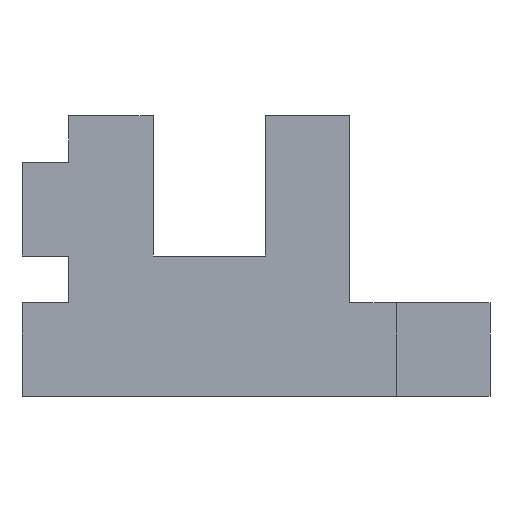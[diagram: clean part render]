
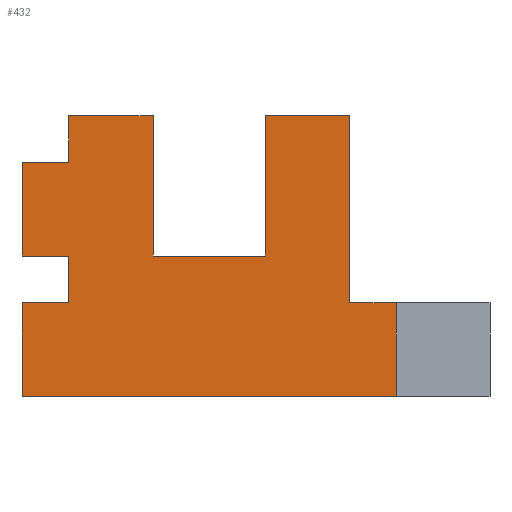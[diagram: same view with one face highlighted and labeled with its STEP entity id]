
A CAD part, front view. The second image highlights one B-rep face of the part: STEP entity #432.
In plain terms, the highlighted planar face has unit normal (0, -1, 0).
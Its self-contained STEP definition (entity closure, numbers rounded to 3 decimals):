
#26=FACE_OUTER_BOUND('',#48,.T.);
#48=EDGE_LOOP('',(#335,#336,#337,#338,#339,#340,#341,#342,#343,#344,#345,
#346,#347,#348,#349,#350));
#59=LINE('',#589,#119);
#63=LINE('',#597,#123);
#66=LINE('',#604,#126);
#70=LINE('',#612,#130);
#73=LINE('',#618,#133);
#76=LINE('',#624,#136);
#90=LINE('',#650,#150);
#91=LINE('',#653,#151);
#95=LINE('',#660,#155);
#96=LINE('',#662,#156);
#97=LINE('',#664,#157);
#98=LINE('',#666,#158);
#99=LINE('',#668,#159);
#100=LINE('',#670,#160);
#101=LINE('',#672,#161);
#102=LINE('',#673,#162);
#119=VECTOR('',#483,10.);
#123=VECTOR('',#489,10.);
#126=VECTOR('',#494,10.);
#130=VECTOR('',#500,10.);
#133=VECTOR('',#505,10.);
#136=VECTOR('',#510,10.);
#150=VECTOR('',#528,10.);
#151=VECTOR('',#531,10.);
#155=VECTOR('',#537,10.);
#156=VECTOR('',#540,10.);
#157=VECTOR('',#543,10.);
#158=VECTOR('',#544,10.);
#159=VECTOR('',#545,10.);
#160=VECTOR('',#546,10.);
#161=VECTOR('',#547,10.);
#162=VECTOR('',#548,10.);
#179=VERTEX_POINT('',#587);
#180=VERTEX_POINT('',#588);
#183=VERTEX_POINT('',#596);
#185=VERTEX_POINT('',#602);
#186=VERTEX_POINT('',#603);
#189=VERTEX_POINT('',#611);
#191=VERTEX_POINT('',#617);
#193=VERTEX_POINT('',#623);
#203=VERTEX_POINT('',#648);
#204=VERTEX_POINT('',#652);
#205=VERTEX_POINT('',#656);
#206=VERTEX_POINT('',#658);
#207=VERTEX_POINT('',#665);
#208=VERTEX_POINT('',#667);
#209=VERTEX_POINT('',#669);
#210=VERTEX_POINT('',#671);
#219=EDGE_CURVE('',#179,#180,#59,.T.);
#223=EDGE_CURVE('',#180,#183,#63,.T.);
#226=EDGE_CURVE('',#185,#186,#66,.T.);
#230=EDGE_CURVE('',#186,#189,#70,.T.);
#233=EDGE_CURVE('',#189,#191,#73,.T.);
#236=EDGE_CURVE('',#179,#193,#76,.T.);
#250=EDGE_CURVE('',#203,#191,#90,.T.);
#251=EDGE_CURVE('',#204,#193,#91,.T.);
#255=EDGE_CURVE('',#205,#206,#95,.T.);
#256=EDGE_CURVE('',#206,#204,#96,.T.);
#257=EDGE_CURVE('',#185,#183,#97,.T.);
#258=EDGE_CURVE('',#207,#203,#98,.T.);
#259=EDGE_CURVE('',#207,#208,#99,.T.);
#260=EDGE_CURVE('',#209,#208,#100,.T.);
#261=EDGE_CURVE('',#209,#210,#101,.T.);
#262=EDGE_CURVE('',#205,#210,#102,.T.);
#335=ORIENTED_EDGE('',*,*,#223,.T.);
#336=ORIENTED_EDGE('',*,*,#257,.F.);
#337=ORIENTED_EDGE('',*,*,#226,.T.);
#338=ORIENTED_EDGE('',*,*,#230,.T.);
#339=ORIENTED_EDGE('',*,*,#233,.T.);
#340=ORIENTED_EDGE('',*,*,#250,.F.);
#341=ORIENTED_EDGE('',*,*,#258,.F.);
#342=ORIENTED_EDGE('',*,*,#259,.T.);
#343=ORIENTED_EDGE('',*,*,#260,.F.);
#344=ORIENTED_EDGE('',*,*,#261,.T.);
#345=ORIENTED_EDGE('',*,*,#262,.F.);
#346=ORIENTED_EDGE('',*,*,#255,.T.);
#347=ORIENTED_EDGE('',*,*,#256,.T.);
#348=ORIENTED_EDGE('',*,*,#251,.T.);
#349=ORIENTED_EDGE('',*,*,#236,.F.);
#350=ORIENTED_EDGE('',*,*,#219,.T.);
#410=PLANE('',#468);
#432=ADVANCED_FACE('',(#26),#410,.T.);
#468=AXIS2_PLACEMENT_3D('',#663,#541,#542);
#483=DIRECTION('',(0.,0.,-1.));
#489=DIRECTION('',(-1.,0.,0.));
#494=DIRECTION('',(1.,0.,0.));
#500=DIRECTION('',(0.,0.,-1.));
#505=DIRECTION('',(-1.,0.,0.));
#510=DIRECTION('',(1.,0.,0.));
#528=DIRECTION('',(0.,0.,1.));
#531=DIRECTION('',(0.,0.,1.));
#537=DIRECTION('',(0.,0.,-1.));
#540=DIRECTION('',(-1.,0.,0.));
#541=DIRECTION('center_axis',(0.,-1.,0.));
#542=DIRECTION('ref_axis',(1.,0.,0.));
#543=DIRECTION('',(0.,0.,1.));
#544=DIRECTION('',(-1.,0.,0.));
#545=DIRECTION('',(0.,0.,1.));
#546=DIRECTION('',(1.,0.,0.));
#547=DIRECTION('',(0.,0.,1.));
#548=DIRECTION('',(1.,0.,0.));
#587=CARTESIAN_POINT('',(5.,-40.,30.));
#588=CARTESIAN_POINT('',(5.,-40.,25.));
#589=CARTESIAN_POINT('',(5.,-40.,12.5));
#596=CARTESIAN_POINT('',(0.,-40.,25.));
#597=CARTESIAN_POINT('',(0.,-40.,25.));
#602=CARTESIAN_POINT('',(0.,-40.,15.));
#603=CARTESIAN_POINT('',(5.,-40.,15.));
#604=CARTESIAN_POINT('',(2.5,-40.,15.));
#611=CARTESIAN_POINT('',(5.,-40.,10.));
#612=CARTESIAN_POINT('',(5.,-40.,5.));
#617=CARTESIAN_POINT('',(0.,-40.,10.));
#618=CARTESIAN_POINT('',(0.,-40.,10.));
#623=CARTESIAN_POINT('',(14.,-40.,30.));
#624=CARTESIAN_POINT('',(40.,-40.,30.));
#648=CARTESIAN_POINT('',(0.,-40.,0.));
#650=CARTESIAN_POINT('',(0.,-40.,0.));
#652=CARTESIAN_POINT('',(14.,-40.,15.));
#653=CARTESIAN_POINT('',(14.,-40.,15.));
#656=CARTESIAN_POINT('',(26.,-40.,30.));
#658=CARTESIAN_POINT('',(26.,-40.,15.));
#660=CARTESIAN_POINT('',(26.,-40.,15.));
#662=CARTESIAN_POINT('',(10.,-40.,15.));
#663=CARTESIAN_POINT('Origin',(0.,-40.,0.));
#664=CARTESIAN_POINT('',(0.,-40.,0.));
#665=CARTESIAN_POINT('',(40.,-40.,0.));
#666=CARTESIAN_POINT('',(40.,-40.,0.));
#667=CARTESIAN_POINT('',(40.,-40.,10.));
#668=CARTESIAN_POINT('',(40.,-40.,0.));
#669=CARTESIAN_POINT('',(35.,-40.,10.));
#670=CARTESIAN_POINT('',(40.,-40.,10.));
#671=CARTESIAN_POINT('',(35.,-40.,30.));
#672=CARTESIAN_POINT('',(35.,-40.,10.));
#673=CARTESIAN_POINT('',(0.,-40.,30.));
